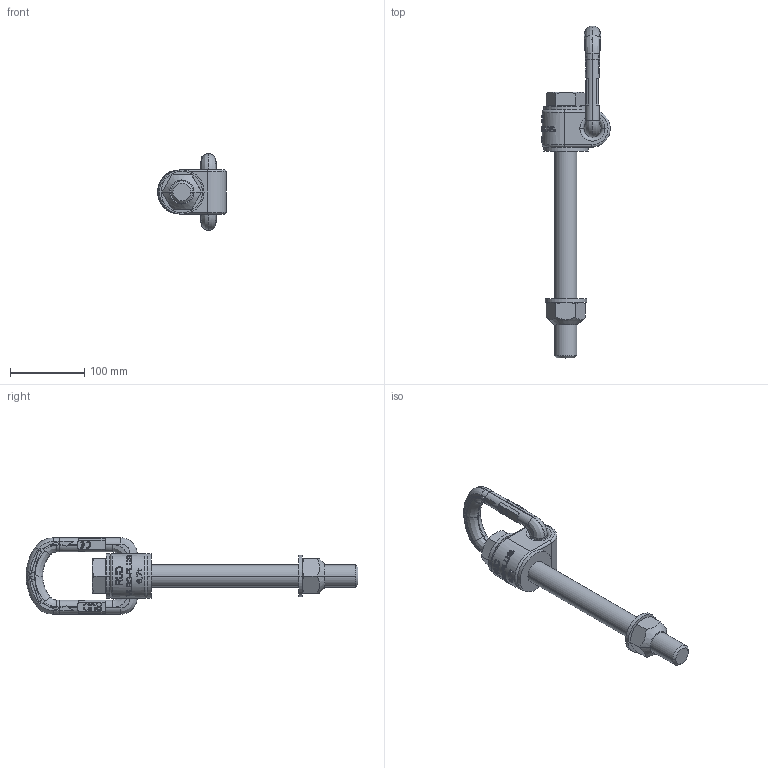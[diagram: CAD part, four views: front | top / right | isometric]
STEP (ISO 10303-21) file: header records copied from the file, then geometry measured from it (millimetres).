
FILE_DESCRIPTION((''),'2;1');
FILE_NAME('001-M35416-P-2_ASM','2019-02-06T',('anja.joas'),(''),'PRO/ENGINEER BY PARAMETRIC TECHNOLOGY CORPORATION, 2011490','PRO/ENGINEER BY PARAMETRIC TECHNOLOGY CORPORATION, 2011490','');
FILE_SCHEMA(('CONFIG_CONTROL_DESIGN'));
Length unit declared in the file: millimetre
Products named in the file (6): 001-M35416-P-2; 001-M35416-P-3; 001-M34908-P-2; 001-M31624-V07; 001-M31328-V08; 001-M35416-P-2_ASM
Assembly tree (5 placements, depth 2):
  001-M35416-P-2_ASM
    001-M35416-P-2
    001-M35416-P-3
    001-M34908-P-2
    001-M31624-V07
    001-M31328-V08
Bounding box: 92.5 x 448.15 x 103 mm (x, y, z)
Volume: 642928.9 mm3; surface area: 115510.9 mm2
Topology: 5 solids, 5 shells, 1000 faces, 2741 edges, 1794 vertices
Faces by surface type: plane 797, cylinder 87, bspline 84, cone 24, torus 8
Entity records: 37783 total; most frequent: CARTESIAN_POINT 13813, ORIENTED_EDGE 5482, DIRECTION 4161, EDGE_CURVE 2741, VERTEX_POINT 1794, VECTOR 1639, LINE 1639, AXIS2_PLACEMENT_3D 1261
